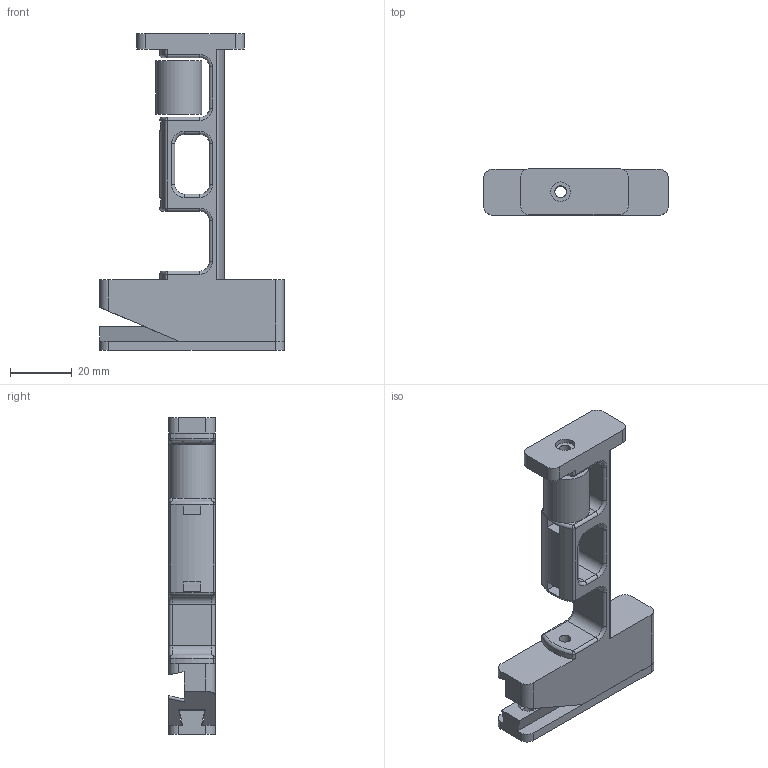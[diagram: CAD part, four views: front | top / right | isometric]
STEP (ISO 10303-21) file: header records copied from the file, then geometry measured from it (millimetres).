
FILE_DESCRIPTION(/* description */ (''),/* implementation_level */ '2;1');
FILE_NAME(/* name */ 'dual_mount_rolling_spool.step',/* time_stamp */ '2022-05-12T15:35:23-07:00',/* author */ (''),/* organization */ (''),/* preprocessor_version */ 'ST-DEVELOPER v18.1',/* originating_system */ 'Autodesk Translation Framework v10.14.0.1471',/* authorisation */ '');
FILE_SCHEMA (('AUTOMOTIVE_DESIGN { 1 0 10303 214 3 1 1 }'));
Length unit declared in the file: millimetre
Products named in the file (1): rolling_spool_dual_mount
Bounding box: 60 x 15 x 103 mm (x, y, z)
Volume: 30604.2 mm3; surface area: 16444.3 mm2
Topology: 3 solids, 3 shells, 158 faces, 387 edges, 238 vertices
Faces by surface type: cylinder 69, plane 61, torus 20, sphere 8
Full cylindrical faces by diameter (mm): 3.8 x8, 6.4 x4, 15 x1
Entity records: 4766 total; most frequent: DIRECTION 873, CARTESIAN_POINT 836, ORIENTED_EDGE 774, EDGE_CURVE 387, AXIS2_PLACEMENT_3D 331, VERTEX_POINT 238, LINE 211, VECTOR 211
